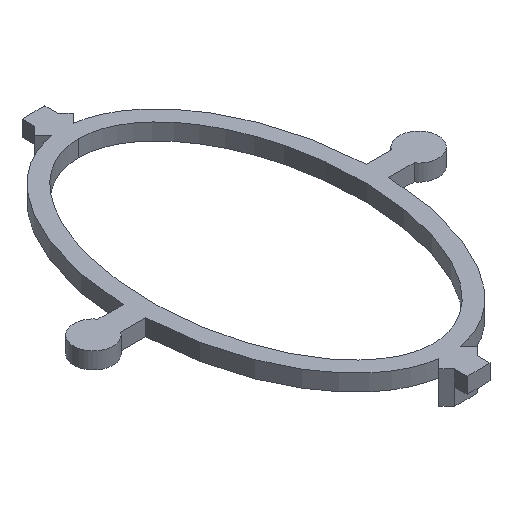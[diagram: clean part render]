
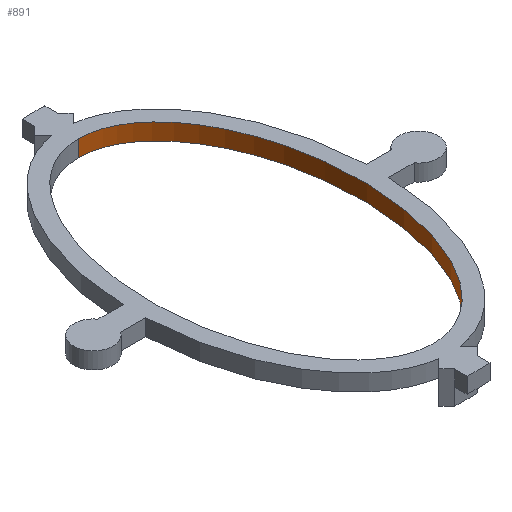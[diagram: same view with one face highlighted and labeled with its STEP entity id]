
A CAD part, isometric view. The second image highlights one B-rep face of the part: STEP entity #891.
In plain terms, the highlighted free-form (B-spline) face has degree [3, 1] with [4, 2] control points.
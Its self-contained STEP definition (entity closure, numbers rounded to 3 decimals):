
#112=CARTESIAN_POINT('',(-0.,21.5,37.199));
#113=VERTEX_POINT('',#112);
#114=CARTESIAN_POINT('',(-0.,-21.5,37.199));
#115=VERTEX_POINT('',#114);
#123=CARTESIAN_POINT('',(0.,21.5,37.199));
#124=CARTESIAN_POINT('',(25.5,21.5,37.199));
#125=CARTESIAN_POINT('',(25.5,-21.5,37.199));
#126=CARTESIAN_POINT('',(0.,-21.5,37.199));
#127=(BOUNDED_CURVE()
B_SPLINE_CURVE(3,(#123,#124,#125,#126),.UNSPECIFIED.,.F.,.F.)
B_SPLINE_CURVE_WITH_KNOTS((4,4),(0.,1.),.UNSPECIFIED.)
CURVE()
GEOMETRIC_REPRESENTATION_ITEM()
RATIONAL_B_SPLINE_CURVE((1.,0.333,0.333,1.))
REPRESENTATION_ITEM(''));
#128=EDGE_CURVE('',#113,#115,#127,.T.);
#354=CARTESIAN_POINT('',(-0.,21.5,35.199));
#355=VERTEX_POINT('',#354);
#356=CARTESIAN_POINT('',(-0.,-21.5,35.199));
#357=VERTEX_POINT('',#356);
#358=CARTESIAN_POINT('',(0.,21.5,35.199));
#359=CARTESIAN_POINT('',(25.5,21.5,35.199));
#360=CARTESIAN_POINT('',(25.5,-21.5,35.199));
#361=CARTESIAN_POINT('',(0.,-21.5,35.199));
#362=(BOUNDED_CURVE()
B_SPLINE_CURVE(3,(#358,#359,#360,#361),.UNSPECIFIED.,.F.,.F.)
B_SPLINE_CURVE_WITH_KNOTS((4,4),(0.,1.),.UNSPECIFIED.)
CURVE()
GEOMETRIC_REPRESENTATION_ITEM()
RATIONAL_B_SPLINE_CURVE((1.,0.333,0.333,1.))
REPRESENTATION_ITEM(''));
#363=EDGE_CURVE('',#355,#357,#362,.T.);
#826=CARTESIAN_POINT('',(0.,21.5,37.199));
#827=DIRECTION('',(0.,0.,-1.));
#828=VECTOR('',#827,2.);
#829=LINE('',#826,#828);
#830=EDGE_CURVE('',#113,#355,#829,.T.);
#833=CARTESIAN_POINT('',(0.,-21.5,37.199));
#834=DIRECTION('',(0.,0.,-1.));
#835=VECTOR('',#834,2.);
#836=LINE('',#833,#835);
#837=EDGE_CURVE('',#115,#357,#836,.T.);
#876=CARTESIAN_POINT('',(0.,21.5,37.199));
#877=CARTESIAN_POINT('',(0.,21.5,35.199));
#878=CARTESIAN_POINT('',(25.5,21.5,37.199));
#879=CARTESIAN_POINT('',(25.5,21.5,35.199));
#880=CARTESIAN_POINT('',(25.5,-21.5,37.199));
#881=CARTESIAN_POINT('',(25.5,-21.5,35.199));
#882=CARTESIAN_POINT('',(0.,-21.5,37.199));
#883=CARTESIAN_POINT('',(0.,-21.5,35.199));
#884=(BOUNDED_SURFACE()
B_SPLINE_SURFACE(3,1,((#876,#877),(#878,#879),(#880,#881),(#882,#883)),.UNSPECIFIED.,.F.,.F.,.U.)
B_SPLINE_SURFACE_WITH_KNOTS((4,4),(2,2),(0.,1.),(0.,1.),.UNSPECIFIED.)
GEOMETRIC_REPRESENTATION_ITEM()
RATIONAL_B_SPLINE_SURFACE(((1.,1.),(0.333,0.333),(0.333,0.333),(1.,1.)))
REPRESENTATION_ITEM('')
SURFACE()
);
#885=ORIENTED_EDGE('',*,*,#128,.F.);
#886=ORIENTED_EDGE('',*,*,#830,.T.);
#887=ORIENTED_EDGE('',*,*,#363,.T.);
#888=ORIENTED_EDGE('',*,*,#837,.F.);
#889=EDGE_LOOP('',(#885,#886,#887,#888));
#890=FACE_BOUND('',#889,.T.);
#891=ADVANCED_FACE('',(#890),#884,.F.);
